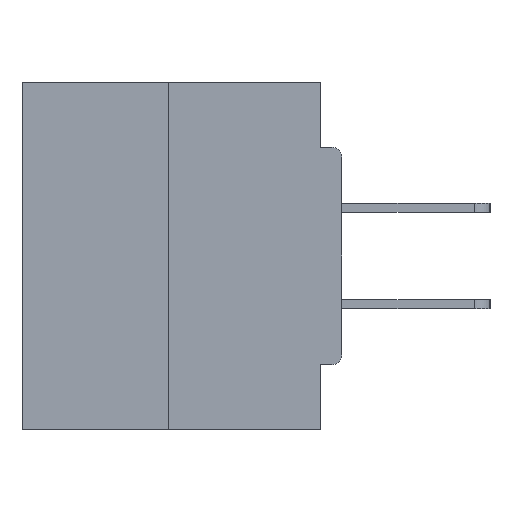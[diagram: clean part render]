
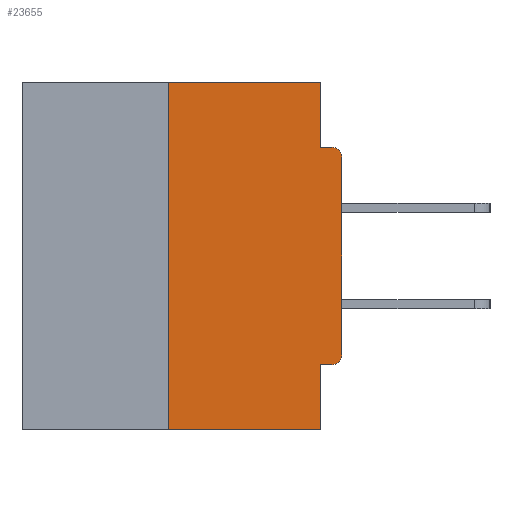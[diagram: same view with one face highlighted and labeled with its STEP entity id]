
A CAD part, left-side view. The second image highlights one B-rep face of the part: STEP entity #23655.
In plain terms, the highlighted planar face has unit normal (-1, 0, 0).
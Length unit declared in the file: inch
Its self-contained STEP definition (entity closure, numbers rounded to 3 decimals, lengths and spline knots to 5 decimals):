
#578 = EDGE_LOOP ( 'NONE', ( #10087, #21451, #21611, #11524, #3057, #30475, #19245, #5440, #2887, #20825 ) ) ;
#1177 = CARTESIAN_POINT ( 'NONE',  ( 0., 0.031, 0. ) ) ;
#1190 = EDGE_CURVE ( 'NONE', #29512, #27819, #7344, .T. ) ;
#1217 = CARTESIAN_POINT ( 'NONE',  ( 0., 0., -0.1085 ) ) ;
#1591 = LINE ( 'NONE', #5120, #14869 ) ;
#2246 = DIRECTION ( 'NONE',  ( -1., 0., 0. ) ) ;
#2887 = ORIENTED_EDGE ( 'NONE', *, *, #23201, .F. ) ;
#3057 = ORIENTED_EDGE ( 'NONE', *, *, #10299, .F. ) ;
#3291 = LINE ( 'NONE', #1177, #9588 ) ;
#3493 = CARTESIAN_POINT ( 'NONE',  ( 0., 0., -0.4065 ) ) ;
#4567 = CIRCLE ( 'NONE', #28382, 0.015 ) ;
#4761 = DIRECTION ( 'NONE',  ( 0., 0., -1. ) ) ;
#5005 = DIRECTION ( 'NONE',  ( 0., 0., -1. ) ) ;
#5120 = CARTESIAN_POINT ( 'NONE',  ( 0., 0., 0. ) ) ;
#5260 = EDGE_CURVE ( 'NONE', #9013, #7093, #24632, .T. ) ;
#5440 = ORIENTED_EDGE ( 'NONE', *, *, #6948, .T. ) ;
#5446 = CARTESIAN_POINT ( 'NONE',  ( 0., 0.031, 0. ) ) ;
#5534 = CARTESIAN_POINT ( 'NONE',  ( 0., 0.031, -0.4065 ) ) ;
#5658 = AXIS2_PLACEMENT_3D ( 'NONE', #18050, #20615, #30699 ) ;
#5671 = VERTEX_POINT ( 'NONE', #20737 ) ;
#5787 = CARTESIAN_POINT ( 'NONE',  ( 0., 0.031, -0.5 ) ) ;
#6183 = DIRECTION ( 'NONE',  ( 0., 0., -1. ) ) ;
#6915 = VECTOR ( 'NONE', #16135, 39.37008 ) ;
#6948 = EDGE_CURVE ( 'NONE', #12096, #31949, #4567, .T. ) ;
#7093 = VERTEX_POINT ( 'NONE', #5446 ) ;
#7344 = CIRCLE ( 'NONE', #5658, 0.015 ) ;
#7457 = FACE_OUTER_BOUND ( 'NONE', #578, .T. ) ;
#7801 = CARTESIAN_POINT ( 'NONE',  ( 0., 0.25, -0.5 ) ) ;
#8351 = CARTESIAN_POINT ( 'NONE',  ( 0., 0., -0.0935 ) ) ;
#8418 = EDGE_CURVE ( 'NONE', #17095, #9013, #27278, .T. ) ;
#9013 = VERTEX_POINT ( 'NONE', #13744 ) ;
#9112 = VECTOR ( 'NONE', #25586, 39.37008 ) ;
#9461 = AXIS2_PLACEMENT_3D ( 'NONE', #15241, #10051, #5005 ) ;
#9530 = VERTEX_POINT ( 'NONE', #5534 ) ;
#9588 = VECTOR ( 'NONE', #6183, 39.37008 ) ;
#10051 = DIRECTION ( 'NONE',  ( 1., 0., 0. ) ) ;
#10087 = ORIENTED_EDGE ( 'NONE', *, *, #5260, .F. ) ;
#10299 = EDGE_CURVE ( 'NONE', #29512, #9530, #13126, .T. ) ;
#10950 = DIRECTION ( 'NONE',  ( 0., -1., 0. ) ) ;
#11148 = CARTESIAN_POINT ( 'NONE',  ( 0., 0.25, 0. ) ) ;
#11408 = CARTESIAN_POINT ( 'NONE',  ( 0., 0.46, -0.5 ) ) ;
#11524 = ORIENTED_EDGE ( 'NONE', *, *, #21778, .F. ) ;
#12096 = VERTEX_POINT ( 'NONE', #1217 ) ;
#13126 = LINE ( 'NONE', #3493, #17004 ) ;
#13744 = CARTESIAN_POINT ( 'NONE',  ( 0., 0.25, 0. ) ) ;
#14869 = VECTOR ( 'NONE', #15062, 39.37008 ) ;
#15062 = DIRECTION ( 'NONE',  ( 0., 0., 1. ) ) ;
#15241 = CARTESIAN_POINT ( 'NONE',  ( 0., 0.46, 0. ) ) ;
#15503 = VERTEX_POINT ( 'NONE', #18715 ) ;
#16135 = DIRECTION ( 'NONE',  ( 0., 0., 1. ) ) ;
#16261 = DIRECTION ( 'NONE',  ( 0., 1., 0. ) ) ;
#17004 = VECTOR ( 'NONE', #16261, 39.37008 ) ;
#17095 = VERTEX_POINT ( 'NONE', #7801 ) ;
#17181 = CARTESIAN_POINT ( 'NONE',  ( 0., 0.015, -0.1085 ) ) ;
#17557 = VECTOR ( 'NONE', #10950, 39.37008 ) ;
#17746 = PLANE ( 'NONE',  #9461 ) ;
#18050 = CARTESIAN_POINT ( 'NONE',  ( 0., 0.015, -0.3915 ) ) ;
#18335 = EDGE_CURVE ( 'NONE', #7093, #5671, #3291, .T. ) ;
#18715 = CARTESIAN_POINT ( 'NONE',  ( 0., 0.031, -0.5 ) ) ;
#18820 = VECTOR ( 'NONE', #22980, 39.37008 ) ;
#19245 = ORIENTED_EDGE ( 'NONE', *, *, #30131, .T. ) ;
#19773 = EDGE_CURVE ( 'NONE', #17095, #15503, #23128, .T. ) ;
#20615 = DIRECTION ( 'NONE',  ( -1., 0., 0. ) ) ;
#20737 = CARTESIAN_POINT ( 'NONE',  ( 0., 0.031, -0.0935 ) ) ;
#20825 = ORIENTED_EDGE ( 'NONE', *, *, #18335, .F. ) ;
#20879 = CARTESIAN_POINT ( 'NONE',  ( 0., 0.46, 0. ) ) ;
#21451 = ORIENTED_EDGE ( 'NONE', *, *, #8418, .F. ) ;
#21611 = ORIENTED_EDGE ( 'NONE', *, *, #19773, .T. ) ;
#21778 = EDGE_CURVE ( 'NONE', #9530, #15503, #31728, .T. ) ;
#22980 = DIRECTION ( 'NONE',  ( 0., -1., 0. ) ) ;
#23128 = LINE ( 'NONE', #11408, #25859 ) ;
#23201 = EDGE_CURVE ( 'NONE', #5671, #31949, #26264, .T. ) ;
#23546 = CARTESIAN_POINT ( 'NONE',  ( 0., 0.015, -0.0935 ) ) ;
#23655 = ADVANCED_FACE ( 'NONE', ( #7457 ), #17746, .F. ) ;
#24632 = LINE ( 'NONE', #20879, #17557 ) ;
#25586 = DIRECTION ( 'NONE',  ( 0., 0., -1. ) ) ;
#25859 = VECTOR ( 'NONE', #28944, 39.37008 ) ;
#26264 = LINE ( 'NONE', #8351, #18820 ) ;
#27278 = LINE ( 'NONE', #11148, #6915 ) ;
#27328 = CARTESIAN_POINT ( 'NONE',  ( 0., 0.015, -0.4065 ) ) ;
#27819 = VERTEX_POINT ( 'NONE', #30534 ) ;
#28382 = AXIS2_PLACEMENT_3D ( 'NONE', #17181, #2246, #4761 ) ;
#28944 = DIRECTION ( 'NONE',  ( 0., -1., 0. ) ) ;
#29512 = VERTEX_POINT ( 'NONE', #27328 ) ;
#30131 = EDGE_CURVE ( 'NONE', #27819, #12096, #1591, .T. ) ;
#30475 = ORIENTED_EDGE ( 'NONE', *, *, #1190, .T. ) ;
#30534 = CARTESIAN_POINT ( 'NONE',  ( 0., 0., -0.3915 ) ) ;
#30699 = DIRECTION ( 'NONE',  ( 0., 0., -1. ) ) ;
#31728 = LINE ( 'NONE', #5787, #9112 ) ;
#31949 = VERTEX_POINT ( 'NONE', #23546 ) ;
